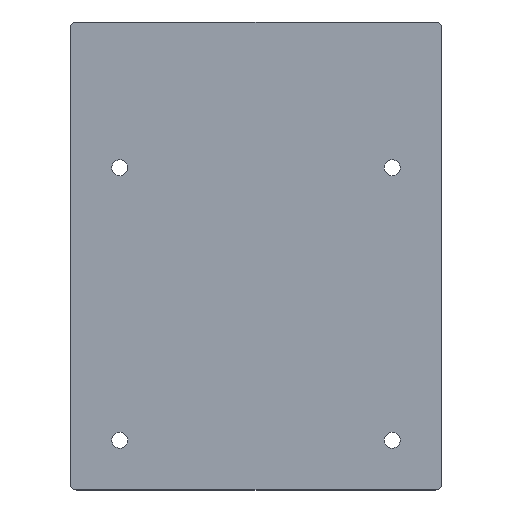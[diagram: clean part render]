
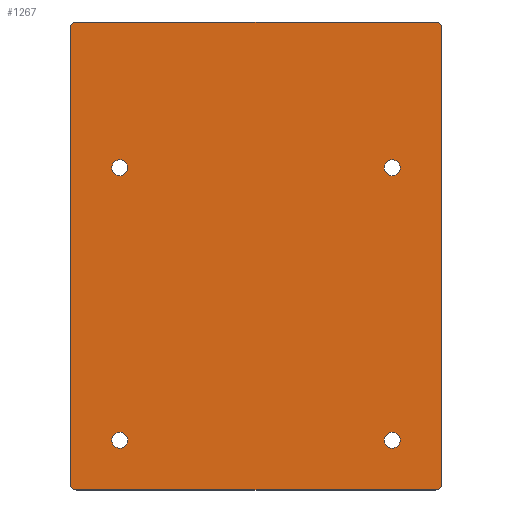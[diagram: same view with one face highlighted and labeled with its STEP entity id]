
A CAD part, top view. The second image highlights one B-rep face of the part: STEP entity #1267.
In plain terms, the highlighted planar face has unit normal (0, 0, 1).
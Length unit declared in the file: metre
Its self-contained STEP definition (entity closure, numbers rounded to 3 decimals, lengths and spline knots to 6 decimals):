
#90=LINE('',#1969,#233);
#94=LINE('',#1978,#237);
#96=LINE('',#1982,#239);
#102=LINE('',#1996,#245);
#233=VECTOR('',#1569,1.);
#237=VECTOR('',#1575,1.);
#239=VECTOR('',#1579,1.);
#245=VECTOR('',#1587,1.);
#425=ORIENTED_EDGE('',*,*,#780,.F.);
#426=ORIENTED_EDGE('',*,*,#781,.F.);
#427=ORIENTED_EDGE('',*,*,#782,.F.);
#428=ORIENTED_EDGE('',*,*,#783,.F.);
#429=ORIENTED_EDGE('',*,*,#770,.T.);
#430=ORIENTED_EDGE('',*,*,#784,.T.);
#431=ORIENTED_EDGE('',*,*,#772,.T.);
#432=ORIENTED_EDGE('',*,*,#785,.T.);
#433=ORIENTED_EDGE('',*,*,#778,.F.);
#434=ORIENTED_EDGE('',*,*,#786,.T.);
#435=ORIENTED_EDGE('',*,*,#766,.F.);
#436=ORIENTED_EDGE('',*,*,#787,.T.);
#766=EDGE_CURVE('',#940,#941,#90,.T.);
#770=EDGE_CURVE('',#945,#944,#94,.T.);
#772=EDGE_CURVE('',#946,#947,#96,.T.);
#778=EDGE_CURVE('',#952,#953,#102,.T.);
#780=EDGE_CURVE('',#954,#954,#1018,.T.);
#781=EDGE_CURVE('',#955,#955,#1019,.T.);
#782=EDGE_CURVE('',#956,#956,#1020,.T.);
#783=EDGE_CURVE('',#957,#957,#1021,.T.);
#784=EDGE_CURVE('',#944,#946,#1022,.T.);
#785=EDGE_CURVE('',#947,#953,#1023,.T.);
#786=EDGE_CURVE('',#952,#941,#1024,.T.);
#787=EDGE_CURVE('',#940,#945,#1025,.T.);
#940=VERTEX_POINT('',#1968);
#941=VERTEX_POINT('',#1970);
#944=VERTEX_POINT('',#1977);
#945=VERTEX_POINT('',#1979);
#946=VERTEX_POINT('',#1983);
#947=VERTEX_POINT('',#1984);
#952=VERTEX_POINT('',#1995);
#953=VERTEX_POINT('',#1997);
#954=VERTEX_POINT('',#2001);
#955=VERTEX_POINT('',#2003);
#956=VERTEX_POINT('',#2005);
#957=VERTEX_POINT('',#2007);
#1018=CIRCLE('',#1371,0.00125);
#1019=CIRCLE('',#1372,0.00125);
#1020=CIRCLE('',#1373,0.00125);
#1021=CIRCLE('',#1374,0.00125);
#1022=CIRCLE('',#1375,0.001);
#1023=CIRCLE('',#1376,0.001);
#1024=CIRCLE('',#1377,0.001);
#1025=CIRCLE('',#1378,0.001);
#1059=EDGE_LOOP('',(#425));
#1060=EDGE_LOOP('',(#426));
#1061=EDGE_LOOP('',(#427));
#1062=EDGE_LOOP('',(#428));
#1063=EDGE_LOOP('',(#429,#430,#431,#432,#433,#434,#435,#436));
#1143=FACE_BOUND('',#1059,.T.);
#1144=FACE_BOUND('',#1060,.T.);
#1145=FACE_BOUND('',#1061,.T.);
#1146=FACE_BOUND('',#1062,.T.);
#1147=FACE_BOUND('',#1063,.T.);
#1217=PLANE('',#1370);
#1267=ADVANCED_FACE('',(#1143,#1144,#1145,#1146,#1147),#1217,.T.);
#1370=AXIS2_PLACEMENT_3D('',#1999,#1589,#1590);
#1371=AXIS2_PLACEMENT_3D('',#2000,#1591,#1592);
#1372=AXIS2_PLACEMENT_3D('',#2002,#1593,#1594);
#1373=AXIS2_PLACEMENT_3D('',#2004,#1595,#1596);
#1374=AXIS2_PLACEMENT_3D('',#2006,#1597,#1598);
#1375=AXIS2_PLACEMENT_3D('',#2008,#1599,#1600);
#1376=AXIS2_PLACEMENT_3D('',#2009,#1601,#1602);
#1377=AXIS2_PLACEMENT_3D('',#2010,#1603,#1604);
#1378=AXIS2_PLACEMENT_3D('',#2011,#1605,#1606);
#1569=DIRECTION('',(1.,0.,0.));
#1575=DIRECTION('',(0.,-1.,0.));
#1579=DIRECTION('',(1.,0.,0.));
#1587=DIRECTION('',(0.,-1.,0.));
#1589=DIRECTION('',(0.,0.,1.));
#1590=DIRECTION('',(1.,0.,0.));
#1591=DIRECTION('',(0.,0.,1.));
#1592=DIRECTION('',(1.,0.,0.));
#1593=DIRECTION('',(0.,0.,1.));
#1594=DIRECTION('',(1.,0.,0.));
#1595=DIRECTION('',(0.,0.,1.));
#1596=DIRECTION('',(1.,0.,0.));
#1597=DIRECTION('',(0.,0.,1.));
#1598=DIRECTION('',(1.,0.,0.));
#1599=DIRECTION('',(0.,0.,1.));
#1600=DIRECTION('',(1.,0.,0.));
#1601=DIRECTION('',(0.,0.,1.));
#1602=DIRECTION('',(1.,0.,0.));
#1603=DIRECTION('',(0.,0.,1.));
#1604=DIRECTION('',(1.,0.,0.));
#1605=DIRECTION('',(0.,0.,1.));
#1606=DIRECTION('',(1.,0.,0.));
#1968=CARTESIAN_POINT('',(-0.029,-0.054,0.091));
#1969=CARTESIAN_POINT('',(-0.001,-0.054,0.091));
#1970=CARTESIAN_POINT('',(0.027,-0.054,0.091));
#1977=CARTESIAN_POINT('',(-0.03,-0.126,0.091));
#1978=CARTESIAN_POINT('',(-0.03,-0.0905,0.091));
#1979=CARTESIAN_POINT('',(-0.03,-0.055,0.091));
#1982=CARTESIAN_POINT('',(-0.001,-0.127,0.091));
#1983=CARTESIAN_POINT('',(-0.029,-0.127,0.091));
#1984=CARTESIAN_POINT('',(0.027,-0.127,0.091));
#1995=CARTESIAN_POINT('',(0.028,-0.055,0.091));
#1996=CARTESIAN_POINT('',(0.028,-0.0905,0.091));
#1997=CARTESIAN_POINT('',(0.028,-0.126,0.091));
#1999=CARTESIAN_POINT('',(-0.001,-0.0905,0.091));
#2000=CARTESIAN_POINT('',(0.02025,-0.07675,0.091));
#2001=CARTESIAN_POINT('',(0.0215,-0.07675,0.091));
#2002=CARTESIAN_POINT('',(-0.02225,-0.11925,0.091));
#2003=CARTESIAN_POINT('',(-0.021,-0.11925,0.091));
#2004=CARTESIAN_POINT('',(0.02025,-0.11925,0.091));
#2005=CARTESIAN_POINT('',(0.0215,-0.11925,0.091));
#2006=CARTESIAN_POINT('',(-0.02225,-0.07675,0.091));
#2007=CARTESIAN_POINT('',(-0.021,-0.07675,0.091));
#2008=CARTESIAN_POINT('',(-0.029,-0.126,0.091));
#2009=CARTESIAN_POINT('',(0.027,-0.126,0.091));
#2010=CARTESIAN_POINT('',(0.027,-0.055,0.091));
#2011=CARTESIAN_POINT('',(-0.029,-0.055,0.091));
